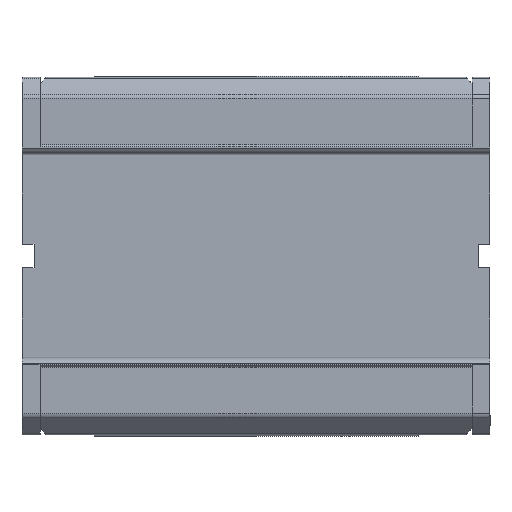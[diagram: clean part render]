
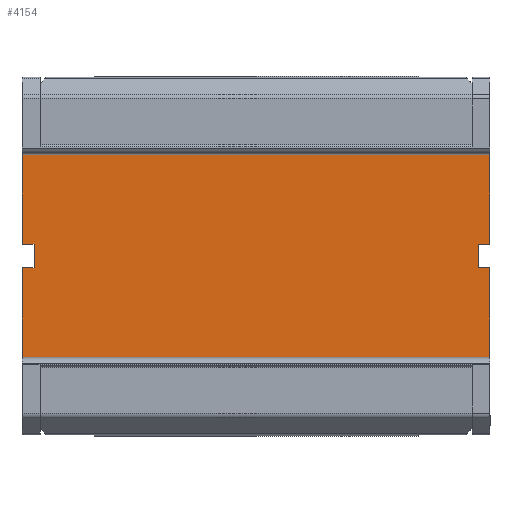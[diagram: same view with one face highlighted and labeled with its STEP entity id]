
A CAD part, front view. The second image highlights one B-rep face of the part: STEP entity #4154.
In plain terms, the highlighted planar face has unit normal (0, -1, 0).
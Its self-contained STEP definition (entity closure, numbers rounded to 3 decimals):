
#43 = VECTOR ( 'NONE', #2587, 1000. ) ;
#93 = VECTOR ( 'NONE', #2354, 1000. ) ;
#96 = ORIENTED_EDGE ( 'NONE', *, *, #1315, .T. ) ;
#192 = CARTESIAN_POINT ( 'NONE',  ( 19.5, 4.6, -8.7 ) ) ;
#203 = CARTESIAN_POINT ( 'NONE',  ( -19.5, 4.6, -8.7 ) ) ;
#243 = EDGE_CURVE ( 'NONE', #2238, #929, #1259, .T. ) ;
#295 = DIRECTION ( 'NONE',  ( 0., 0., -1. ) ) ;
#340 = CARTESIAN_POINT ( 'NONE',  ( 19.5, 4.6, 0.959 ) ) ;
#394 = ORIENTED_EDGE ( 'NONE', *, *, #2379, .T. ) ;
#516 = ORIENTED_EDGE ( 'NONE', *, *, #1216, .T. ) ;
#521 = DIRECTION ( 'NONE',  ( 1., 0., 0. ) ) ;
#536 = DIRECTION ( 'NONE',  ( 0., -1., 0. ) ) ;
#545 = LINE ( 'NONE', #1852, #1616 ) ;
#558 = VERTEX_POINT ( 'NONE', #203 ) ;
#643 = CARTESIAN_POINT ( 'NONE',  ( 19.5, 4.6, -0.959 ) ) ;
#713 = VECTOR ( 'NONE', #2812, 1000. ) ;
#760 = DIRECTION ( 'NONE',  ( 0., 0., -1. ) ) ;
#791 = VERTEX_POINT ( 'NONE', #4222 ) ;
#818 = CARTESIAN_POINT ( 'NONE',  ( 19.5, 4.6, 14.4 ) ) ;
#860 = VERTEX_POINT ( 'NONE', #2946 ) ;
#863 = ORIENTED_EDGE ( 'NONE', *, *, #243, .F. ) ;
#929 = VERTEX_POINT ( 'NONE', #1039 ) ;
#959 = ORIENTED_EDGE ( 'NONE', *, *, #1680, .F. ) ;
#985 = LINE ( 'NONE', #3674, #1886 ) ;
#1039 = CARTESIAN_POINT ( 'NONE',  ( 18.5, 4.6, -0.959 ) ) ;
#1057 = VERTEX_POINT ( 'NONE', #2524 ) ;
#1083 = LINE ( 'NONE', #3803, #2747 ) ;
#1108 = CARTESIAN_POINT ( 'NONE',  ( -18.5, 4.6, 0. ) ) ;
#1137 = LINE ( 'NONE', #818, #713 ) ;
#1144 = VERTEX_POINT ( 'NONE', #3138 ) ;
#1154 = DIRECTION ( 'NONE',  ( 0., 0., -1. ) ) ;
#1216 = EDGE_CURVE ( 'NONE', #1057, #1941, #3551, .T. ) ;
#1248 = CARTESIAN_POINT ( 'NONE',  ( 19.5, 4.6, -0.959 ) ) ;
#1259 = LINE ( 'NONE', #1515, #43 ) ;
#1281 = VECTOR ( 'NONE', #521, 1000. ) ;
#1315 = EDGE_CURVE ( 'NONE', #3887, #929, #2337, .T. ) ;
#1325 = CARTESIAN_POINT ( 'NONE',  ( -19.5, 4.6, 14.4 ) ) ;
#1456 = VERTEX_POINT ( 'NONE', #3541 ) ;
#1465 = CARTESIAN_POINT ( 'NONE',  ( -18.5, 4.6, 0.959 ) ) ;
#1515 = CARTESIAN_POINT ( 'NONE',  ( 18.5, 4.6, 0. ) ) ;
#1521 = EDGE_LOOP ( 'NONE', ( #3415, #1836, #1678, #516, #2270, #394, #959, #96, #863, #4028, #2992, #2689 ) ) ;
#1525 = DIRECTION ( 'NONE',  ( -1., 0., 0. ) ) ;
#1616 = VECTOR ( 'NONE', #1525, 1000. ) ;
#1641 = VERTEX_POINT ( 'NONE', #2339 ) ;
#1642 = DIRECTION ( 'NONE',  ( 1., 0., 0. ) ) ;
#1678 = ORIENTED_EDGE ( 'NONE', *, *, #3342, .T. ) ;
#1680 = EDGE_CURVE ( 'NONE', #3887, #1144, #1137, .T. ) ;
#1790 = LINE ( 'NONE', #1108, #2882 ) ;
#1816 = PLANE ( 'NONE',  #4262 ) ;
#1836 = ORIENTED_EDGE ( 'NONE', *, *, #2606, .T. ) ;
#1840 = DIRECTION ( 'NONE',  ( 0., 0., -1. ) ) ;
#1852 = CARTESIAN_POINT ( 'NONE',  ( 19.5, 4.6, 8.7 ) ) ;
#1886 = VECTOR ( 'NONE', #2348, 1000. ) ;
#1889 = DIRECTION ( 'NONE',  ( -1., 0., 0. ) ) ;
#1941 = VERTEX_POINT ( 'NONE', #2919 ) ;
#2019 = CARTESIAN_POINT ( 'NONE',  ( 19.5, 4.6, -0.959 ) ) ;
#2238 = VERTEX_POINT ( 'NONE', #2518 ) ;
#2270 = ORIENTED_EDGE ( 'NONE', *, *, #3759, .T. ) ;
#2311 = VECTOR ( 'NONE', #295, 1000. ) ;
#2337 = LINE ( 'NONE', #2019, #93 ) ;
#2339 = CARTESIAN_POINT ( 'NONE',  ( -19.5, 4.6, 0.959 ) ) ;
#2348 = DIRECTION ( 'NONE',  ( 1., 0., 0. ) ) ;
#2354 = DIRECTION ( 'NONE',  ( -1., 0., 0. ) ) ;
#2366 = EDGE_CURVE ( 'NONE', #791, #1641, #3282, .T. ) ;
#2379 = EDGE_CURVE ( 'NONE', #558, #1144, #985, .T. ) ;
#2405 = DIRECTION ( 'NONE',  ( 0., 0., -1. ) ) ;
#2518 = CARTESIAN_POINT ( 'NONE',  ( 18.5, 4.6, 0.959 ) ) ;
#2524 = CARTESIAN_POINT ( 'NONE',  ( -18.5, 4.6, -0.959 ) ) ;
#2587 = DIRECTION ( 'NONE',  ( 0., 0., -1. ) ) ;
#2606 = EDGE_CURVE ( 'NONE', #1641, #2768, #3127, .T. ) ;
#2669 = EDGE_CURVE ( 'NONE', #860, #791, #545, .T. ) ;
#2689 = ORIENTED_EDGE ( 'NONE', *, *, #2669, .T. ) ;
#2747 = VECTOR ( 'NONE', #2405, 1000. ) ;
#2754 = CARTESIAN_POINT ( 'NONE',  ( -19.5, 4.6, 14.4 ) ) ;
#2768 = VERTEX_POINT ( 'NONE', #3876 ) ;
#2772 = LINE ( 'NONE', #2754, #3863 ) ;
#2797 = VECTOR ( 'NONE', #1889, 1000. ) ;
#2812 = DIRECTION ( 'NONE',  ( 0., 0., -1. ) ) ;
#2882 = VECTOR ( 'NONE', #1154, 1000. ) ;
#2919 = CARTESIAN_POINT ( 'NONE',  ( -19.5, 4.6, -0.959 ) ) ;
#2946 = CARTESIAN_POINT ( 'NONE',  ( 19.5, 4.6, 8.7 ) ) ;
#2992 = ORIENTED_EDGE ( 'NONE', *, *, #3755, .F. ) ;
#3095 = VECTOR ( 'NONE', #1642, 1000. ) ;
#3127 = LINE ( 'NONE', #1465, #1281 ) ;
#3138 = CARTESIAN_POINT ( 'NONE',  ( 19.5, 4.6, -8.7 ) ) ;
#3282 = LINE ( 'NONE', #1325, #2311 ) ;
#3307 = LINE ( 'NONE', #340, #3095 ) ;
#3342 = EDGE_CURVE ( 'NONE', #2768, #1057, #1790, .T. ) ;
#3415 = ORIENTED_EDGE ( 'NONE', *, *, #2366, .T. ) ;
#3481 = FACE_OUTER_BOUND ( 'NONE', #1521, .T. ) ;
#3541 = CARTESIAN_POINT ( 'NONE',  ( 19.5, 4.6, 0.959 ) ) ;
#3551 = LINE ( 'NONE', #643, #2797 ) ;
#3674 = CARTESIAN_POINT ( 'NONE',  ( 19.5, 4.6, -8.7 ) ) ;
#3681 = EDGE_CURVE ( 'NONE', #2238, #1456, #3307, .T. ) ;
#3755 = EDGE_CURVE ( 'NONE', #860, #1456, #1083, .T. ) ;
#3759 = EDGE_CURVE ( 'NONE', #1941, #558, #2772, .T. ) ;
#3803 = CARTESIAN_POINT ( 'NONE',  ( 19.5, 4.6, 14.4 ) ) ;
#3863 = VECTOR ( 'NONE', #760, 1000. ) ;
#3876 = CARTESIAN_POINT ( 'NONE',  ( -18.5, 4.6, 0.959 ) ) ;
#3887 = VERTEX_POINT ( 'NONE', #1248 ) ;
#4028 = ORIENTED_EDGE ( 'NONE', *, *, #3681, .T. ) ;
#4154 = ADVANCED_FACE ( 'NONE', ( #3481 ), #1816, .T. ) ;
#4222 = CARTESIAN_POINT ( 'NONE',  ( -19.5, 4.6, 8.7 ) ) ;
#4262 = AXIS2_PLACEMENT_3D ( 'NONE', #192, #536, #1840 ) ;
